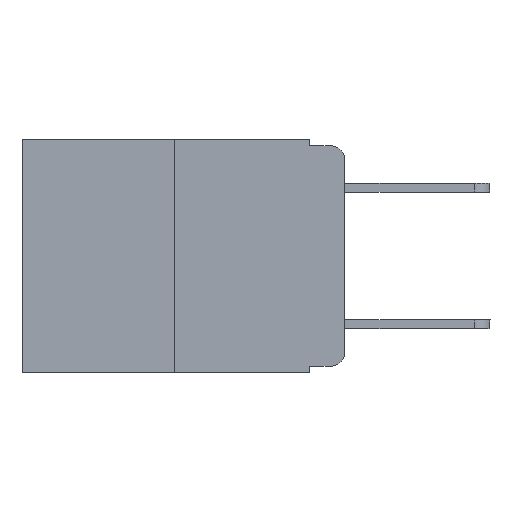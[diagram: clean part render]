
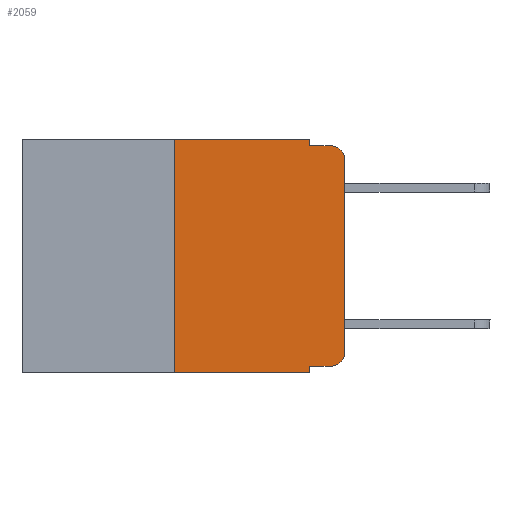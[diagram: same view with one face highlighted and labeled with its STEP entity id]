
A CAD part, left-side view. The second image highlights one B-rep face of the part: STEP entity #2059.
In plain terms, the highlighted planar face has unit normal (-1, 0, 0).
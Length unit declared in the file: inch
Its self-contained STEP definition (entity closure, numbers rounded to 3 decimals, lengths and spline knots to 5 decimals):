
#1052 = VECTOR ( 'NONE', #13766, 39.37008 ) ;
#1444 = VERTEX_POINT ( 'NONE', #5758 ) ;
#1681 = CARTESIAN_POINT ( 'NONE',  ( 0., 0.051, -0.343 ) ) ;
#1798 = VECTOR ( 'NONE', #7739, 39.37008 ) ;
#1883 = VERTEX_POINT ( 'NONE', #9948 ) ;
#2059 = ADVANCED_FACE ( 'NONE', ( #13107 ), #4975, .F. ) ;
#2212 = CARTESIAN_POINT ( 'NONE',  ( 0., 0.25, 0. ) ) ;
#2235 = ORIENTED_EDGE ( 'NONE', *, *, #3416, .F. ) ;
#2539 = CARTESIAN_POINT ( 'NONE',  ( 0., 0.051, -0.333 ) ) ;
#2746 = VERTEX_POINT ( 'NONE', #3330 ) ;
#3079 = ORIENTED_EDGE ( 'NONE', *, *, #9708, .T. ) ;
#3190 = LINE ( 'NONE', #2539, #1052 ) ;
#3261 = CARTESIAN_POINT ( 'NONE',  ( 0., 0.051, 0. ) ) ;
#3330 = CARTESIAN_POINT ( 'NONE',  ( 0., 0.25, -0.343 ) ) ;
#3400 = LINE ( 'NONE', #2212, #6550 ) ;
#3416 = EDGE_CURVE ( 'NONE', #10440, #13228, #8841, .T. ) ;
#3520 = ORIENTED_EDGE ( 'NONE', *, *, #12813, .F. ) ;
#3579 = ORIENTED_EDGE ( 'NONE', *, *, #14091, .T. ) ;
#3627 = EDGE_CURVE ( 'NONE', #1444, #10440, #9637, .T. ) ;
#3633 = DIRECTION ( 'NONE',  ( 0., 0., -1. ) ) ;
#3708 = AXIS2_PLACEMENT_3D ( 'NONE', #11944, #12940, #13242 ) ;
#3932 = DIRECTION ( 'NONE',  ( 0., 0., 1. ) ) ;
#4287 = VERTEX_POINT ( 'NONE', #14696 ) ;
#4722 = VERTEX_POINT ( 'NONE', #6675 ) ;
#4975 = PLANE ( 'NONE',  #3708 ) ;
#5222 = EDGE_CURVE ( 'NONE', #2746, #1444, #3400, .T. ) ;
#5568 = ORIENTED_EDGE ( 'NONE', *, *, #7080, .T. ) ;
#5575 = DIRECTION ( 'NONE',  ( 0., -1., 0. ) ) ;
#5758 = CARTESIAN_POINT ( 'NONE',  ( 0., 0.25, 0. ) ) ;
#5763 = CARTESIAN_POINT ( 'NONE',  ( 0., 0.02, -0.03 ) ) ;
#5811 = DIRECTION ( 'NONE',  ( -1., 0., 0. ) ) ;
#6550 = VECTOR ( 'NONE', #7857, 39.37008 ) ;
#6658 = VECTOR ( 'NONE', #3932, 39.37008 ) ;
#6673 = CARTESIAN_POINT ( 'NONE',  ( 0., 0.02, -0.313 ) ) ;
#6675 = CARTESIAN_POINT ( 'NONE',  ( 0., 0., -0.03 ) ) ;
#6835 = CARTESIAN_POINT ( 'NONE',  ( 0., 0., 0. ) ) ;
#6857 = EDGE_LOOP ( 'NONE', ( #3079, #12516, #14523, #2235, #9178, #11881, #5568, #3520, #3579, #12720 ) ) ;
#7080 = EDGE_CURVE ( 'NONE', #2746, #7441, #7592, .T. ) ;
#7254 = CARTESIAN_POINT ( 'NONE',  ( 0., 0.051, 0. ) ) ;
#7343 = CARTESIAN_POINT ( 'NONE',  ( 0., 0.02, -0.01 ) ) ;
#7441 = VERTEX_POINT ( 'NONE', #1681 ) ;
#7558 = CARTESIAN_POINT ( 'NONE',  ( 0., 0.051, -0.01 ) ) ;
#7592 = LINE ( 'NONE', #9134, #14014 ) ;
#7739 = DIRECTION ( 'NONE',  ( 0., 0., -1. ) ) ;
#7815 = DIRECTION ( 'NONE',  ( 0., 0., -1. ) ) ;
#7857 = DIRECTION ( 'NONE',  ( 0., 0., 1. ) ) ;
#8081 = AXIS2_PLACEMENT_3D ( 'NONE', #5763, #5811, #3633 ) ;
#8644 = VECTOR ( 'NONE', #12842, 39.37008 ) ;
#8838 = CARTESIAN_POINT ( 'NONE',  ( 0., 0.051, 0. ) ) ;
#8841 = LINE ( 'NONE', #7254, #8644 ) ;
#9015 = VECTOR ( 'NONE', #9646, 39.37008 ) ;
#9134 = CARTESIAN_POINT ( 'NONE',  ( 0., 0.473, -0.343 ) ) ;
#9150 = LINE ( 'NONE', #6835, #6658 ) ;
#9166 = DIRECTION ( 'NONE',  ( 0., -1., 0. ) ) ;
#9178 = ORIENTED_EDGE ( 'NONE', *, *, #3627, .F. ) ;
#9461 = CIRCLE ( 'NONE', #14405, 0.02 ) ;
#9631 = VERTEX_POINT ( 'NONE', #7343 ) ;
#9637 = LINE ( 'NONE', #11462, #11263 ) ;
#9646 = DIRECTION ( 'NONE',  ( 0., -1., 0. ) ) ;
#9708 = EDGE_CURVE ( 'NONE', #10518, #4722, #9150, .T. ) ;
#9948 = CARTESIAN_POINT ( 'NONE',  ( 0., 0.051, -0.333 ) ) ;
#10241 = CARTESIAN_POINT ( 'NONE',  ( 0., 0., -0.313 ) ) ;
#10440 = VERTEX_POINT ( 'NONE', #3261 ) ;
#10518 = VERTEX_POINT ( 'NONE', #10241 ) ;
#10619 = EDGE_CURVE ( 'NONE', #4722, #9631, #13588, .T. ) ;
#11263 = VECTOR ( 'NONE', #9166, 39.37008 ) ;
#11401 = LINE ( 'NONE', #8838, #1798 ) ;
#11462 = CARTESIAN_POINT ( 'NONE',  ( 0., 0.473, 0. ) ) ;
#11795 = EDGE_CURVE ( 'NONE', #4287, #10518, #9461, .T. ) ;
#11800 = CARTESIAN_POINT ( 'NONE',  ( 0., 0.051, -0.01 ) ) ;
#11881 = ORIENTED_EDGE ( 'NONE', *, *, #5222, .F. ) ;
#11944 = CARTESIAN_POINT ( 'NONE',  ( 0., 0.473, 0. ) ) ;
#12049 = LINE ( 'NONE', #11800, #9015 ) ;
#12516 = ORIENTED_EDGE ( 'NONE', *, *, #10619, .T. ) ;
#12720 = ORIENTED_EDGE ( 'NONE', *, *, #11795, .T. ) ;
#12813 = EDGE_CURVE ( 'NONE', #1883, #7441, #11401, .T. ) ;
#12842 = DIRECTION ( 'NONE',  ( 0., 0., -1. ) ) ;
#12940 = DIRECTION ( 'NONE',  ( 1., 0., 0. ) ) ;
#13107 = FACE_OUTER_BOUND ( 'NONE', #6857, .T. ) ;
#13228 = VERTEX_POINT ( 'NONE', #7558 ) ;
#13242 = DIRECTION ( 'NONE',  ( 0., 0., -1. ) ) ;
#13588 = CIRCLE ( 'NONE', #8081, 0.02 ) ;
#13766 = DIRECTION ( 'NONE',  ( 0., -1., 0. ) ) ;
#14014 = VECTOR ( 'NONE', #5575, 39.37008 ) ;
#14091 = EDGE_CURVE ( 'NONE', #1883, #4287, #3190, .T. ) ;
#14405 = AXIS2_PLACEMENT_3D ( 'NONE', #6673, #14559, #7815 ) ;
#14523 = ORIENTED_EDGE ( 'NONE', *, *, #14765, .F. ) ;
#14559 = DIRECTION ( 'NONE',  ( -1., 0., 0. ) ) ;
#14696 = CARTESIAN_POINT ( 'NONE',  ( 0., 0.02, -0.333 ) ) ;
#14765 = EDGE_CURVE ( 'NONE', #13228, #9631, #12049, .T. ) ;
